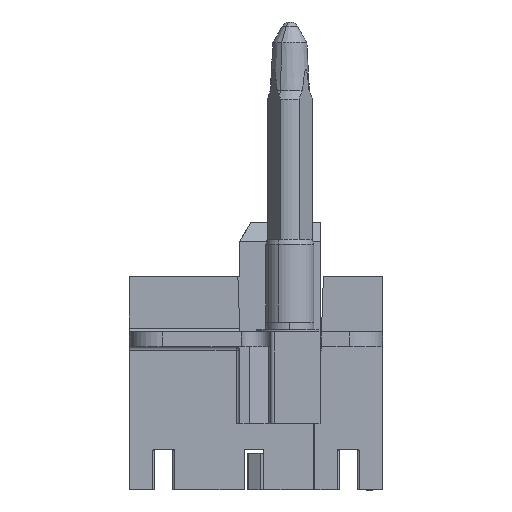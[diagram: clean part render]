
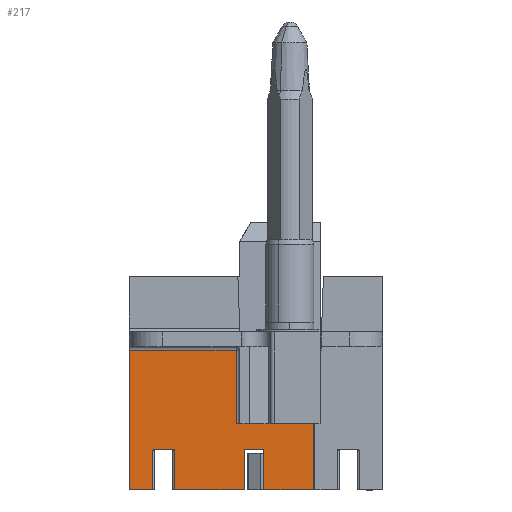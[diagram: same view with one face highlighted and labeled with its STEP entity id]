
A CAD part, front view. The second image highlights one B-rep face of the part: STEP entity #217.
In plain terms, the highlighted planar face has unit normal (0, -1, 0).
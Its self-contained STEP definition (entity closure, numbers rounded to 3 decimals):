
#35=AXIS2_PLACEMENT_3D('Plane Axis2P3D',#32,#33,#34) ;
#32=CARTESIAN_POINT('Axis2P3D Location',(0.,10.65,0.)) ;
#37=CARTESIAN_POINT('Line Origine',(0.,10.65,4.35)) ;
#41=CARTESIAN_POINT('Vertex',(0.,10.65,0.)) ;
#43=CARTESIAN_POINT('Vertex',(0.,10.65,8.7)) ;
#46=CARTESIAN_POINT('Line Origine',(1.581,10.65,0.)) ;
#50=CARTESIAN_POINT('Vertex',(3.163,10.65,0.)) ;
#53=CARTESIAN_POINT('Line Origine',(3.163,10.65,2.7)) ;
#57=CARTESIAN_POINT('Vertex',(3.163,10.65,5.4)) ;
#61=CARTESIAN_POINT('Control Point',(3.407,10.65,5.5)) ;
#62=CARTESIAN_POINT('Control Point',(3.393,10.65,5.5)) ;
#63=CARTESIAN_POINT('Control Point',(3.379,10.65,5.499)) ;
#64=CARTESIAN_POINT('Control Point',(3.365,10.65,5.496)) ;
#65=CARTESIAN_POINT('Control Point',(3.317,10.65,5.486)) ;
#66=CARTESIAN_POINT('Control Point',(3.274,10.65,5.467)) ;
#67=CARTESIAN_POINT('Control Point',(3.246,10.65,5.451)) ;
#68=CARTESIAN_POINT('Control Point',(3.213,10.65,5.432)) ;
#69=CARTESIAN_POINT('Control Point',(3.18,10.65,5.411)) ;
#70=CARTESIAN_POINT('Control Point',(3.174,10.65,5.407)) ;
#71=CARTESIAN_POINT('Control Point',(3.168,10.65,5.404)) ;
#72=CARTESIAN_POINT('Control Point',(3.163,10.65,5.4)) ;
#73=CARTESIAN_POINT('Vertex',(3.407,10.65,5.5)) ;
#76=CARTESIAN_POINT('Line Origine',(4.65,10.65,5.5)) ;
#80=CARTESIAN_POINT('Vertex',(5.893,10.65,5.5)) ;
#84=CARTESIAN_POINT('Control Point',(5.893,10.65,5.5)) ;
#85=CARTESIAN_POINT('Control Point',(5.907,10.65,5.5)) ;
#86=CARTESIAN_POINT('Control Point',(5.921,10.65,5.499)) ;
#87=CARTESIAN_POINT('Control Point',(5.935,10.65,5.496)) ;
#88=CARTESIAN_POINT('Control Point',(5.983,10.65,5.486)) ;
#89=CARTESIAN_POINT('Control Point',(6.026,10.65,5.467)) ;
#90=CARTESIAN_POINT('Control Point',(6.054,10.65,5.451)) ;
#91=CARTESIAN_POINT('Control Point',(6.087,10.65,5.432)) ;
#92=CARTESIAN_POINT('Control Point',(6.12,10.65,5.411)) ;
#93=CARTESIAN_POINT('Control Point',(6.126,10.65,5.407)) ;
#94=CARTESIAN_POINT('Control Point',(6.132,10.65,5.404)) ;
#95=CARTESIAN_POINT('Control Point',(6.138,10.65,5.4)) ;
#96=CARTESIAN_POINT('Vertex',(6.138,10.65,5.4)) ;
#99=CARTESIAN_POINT('Line Origine',(6.138,10.65,2.7)) ;
#103=CARTESIAN_POINT('Vertex',(6.138,10.65,0.)) ;
#106=CARTESIAN_POINT('Line Origine',(10.869,10.65,0.)) ;
#110=CARTESIAN_POINT('Vertex',(15.6,10.65,0.)) ;
#113=CARTESIAN_POINT('Line Origine',(15.6,10.65,2.75)) ;
#117=CARTESIAN_POINT('Vertex',(15.6,10.65,5.5)) ;
#120=CARTESIAN_POINT('Line Origine',(16.93,10.65,5.5)) ;
#124=CARTESIAN_POINT('Vertex',(18.26,10.65,5.5)) ;
#127=CARTESIAN_POINT('Line Origine',(18.26,10.65,2.75)) ;
#131=CARTESIAN_POINT('Vertex',(18.26,10.65,0.)) ;
#134=CARTESIAN_POINT('Line Origine',(21.63,10.65,0.)) ;
#138=CARTESIAN_POINT('Vertex',(25.,10.65,0.)) ;
#141=CARTESIAN_POINT('Line Origine',(25.,10.65,4.5)) ;
#145=CARTESIAN_POINT('Vertex',(25.,10.65,9.)) ;
#148=CARTESIAN_POINT('Line Origine',(19.75,10.65,9.)) ;
#152=CARTESIAN_POINT('Vertex',(14.5,10.65,9.)) ;
#155=CARTESIAN_POINT('Line Origine',(14.5,10.65,14.)) ;
#159=CARTESIAN_POINT('Vertex',(14.5,10.65,19.)) ;
#162=CARTESIAN_POINT('Line Origine',(7.25,10.65,19.)) ;
#166=CARTESIAN_POINT('Vertex',(0.,10.65,19.)) ;
#169=CARTESIAN_POINT('Line Origine',(0.,10.65,15.175)) ;
#173=CARTESIAN_POINT('Vertex',(0.,10.65,11.35)) ;
#176=CARTESIAN_POINT('Line Origine',(0.015,10.65,11.35)) ;
#180=CARTESIAN_POINT('Vertex',(0.03,10.65,11.35)) ;
#183=CARTESIAN_POINT('Line Origine',(0.03,10.65,10.025)) ;
#187=CARTESIAN_POINT('Vertex',(0.03,10.65,8.7)) ;
#190=CARTESIAN_POINT('Line Origine',(0.015,10.65,8.7)) ;
#33=DIRECTION('Axis2P3D Direction',(0.,-1.,0.)) ;
#34=DIRECTION('Axis2P3D XDirection',(1.,0.,0.)) ;
#38=DIRECTION('Vector Direction',(0.,0.,1.)) ;
#47=DIRECTION('Vector Direction',(1.,0.,0.)) ;
#54=DIRECTION('Vector Direction',(0.,0.,1.)) ;
#77=DIRECTION('Vector Direction',(1.,0.,0.)) ;
#100=DIRECTION('Vector Direction',(0.,0.,1.)) ;
#107=DIRECTION('Vector Direction',(1.,0.,0.)) ;
#114=DIRECTION('Vector Direction',(0.,0.,1.)) ;
#121=DIRECTION('Vector Direction',(1.,0.,0.)) ;
#128=DIRECTION('Vector Direction',(0.,0.,1.)) ;
#135=DIRECTION('Vector Direction',(1.,0.,0.)) ;
#142=DIRECTION('Vector Direction',(0.,0.,1.)) ;
#149=DIRECTION('Vector Direction',(1.,0.,0.)) ;
#156=DIRECTION('Vector Direction',(0.,0.,1.)) ;
#163=DIRECTION('Vector Direction',(1.,0.,0.)) ;
#170=DIRECTION('Vector Direction',(0.,0.,1.)) ;
#177=DIRECTION('Vector Direction',(-1.,0.,0.)) ;
#184=DIRECTION('Vector Direction',(0.,0.,-1.)) ;
#191=DIRECTION('Vector Direction',(-1.,0.,0.)) ;
#39=VECTOR('Line Direction',#38,1.) ;
#48=VECTOR('Line Direction',#47,1.) ;
#55=VECTOR('Line Direction',#54,1.) ;
#78=VECTOR('Line Direction',#77,1.) ;
#101=VECTOR('Line Direction',#100,1.) ;
#108=VECTOR('Line Direction',#107,1.) ;
#115=VECTOR('Line Direction',#114,1.) ;
#122=VECTOR('Line Direction',#121,1.) ;
#129=VECTOR('Line Direction',#128,1.) ;
#136=VECTOR('Line Direction',#135,1.) ;
#143=VECTOR('Line Direction',#142,1.) ;
#150=VECTOR('Line Direction',#149,1.) ;
#157=VECTOR('Line Direction',#156,1.) ;
#164=VECTOR('Line Direction',#163,1.) ;
#171=VECTOR('Line Direction',#170,1.) ;
#178=VECTOR('Line Direction',#177,1.) ;
#185=VECTOR('Line Direction',#184,1.) ;
#192=VECTOR('Line Direction',#191,1.) ;
#196=ORIENTED_EDGE('',*,*,#45,.F.) ;
#197=ORIENTED_EDGE('',*,*,#52,.F.) ;
#198=ORIENTED_EDGE('',*,*,#59,.T.) ;
#199=ORIENTED_EDGE('',*,*,#75,.T.) ;
#200=ORIENTED_EDGE('',*,*,#82,.F.) ;
#201=ORIENTED_EDGE('',*,*,#98,.T.) ;
#202=ORIENTED_EDGE('',*,*,#105,.F.) ;
#203=ORIENTED_EDGE('',*,*,#112,.F.) ;
#204=ORIENTED_EDGE('',*,*,#119,.T.) ;
#205=ORIENTED_EDGE('',*,*,#126,.T.) ;
#206=ORIENTED_EDGE('',*,*,#133,.F.) ;
#207=ORIENTED_EDGE('',*,*,#140,.F.) ;
#208=ORIENTED_EDGE('',*,*,#147,.T.) ;
#209=ORIENTED_EDGE('',*,*,#154,.T.) ;
#210=ORIENTED_EDGE('',*,*,#161,.F.) ;
#211=ORIENTED_EDGE('',*,*,#168,.T.) ;
#212=ORIENTED_EDGE('',*,*,#175,.F.) ;
#213=ORIENTED_EDGE('',*,*,#182,.F.) ;
#214=ORIENTED_EDGE('',*,*,#189,.F.) ;
#215=ORIENTED_EDGE('',*,*,#194,.T.) ;
#217=ADVANCED_FACE('72135_HDC_MFGL_16-H.1\\57277_RA_HDC_MF_16-h.1\\RA HDC MF 16-h',(#216),#36,.T.) ;
#60=B_SPLINE_CURVE_WITH_KNOTS('',5,(#61,#62,#63,#64,#65,#66,#67,#68,#69,#70,#71,#72),.UNSPECIFIED.,.F.,.U.,(6,3,3,6),(0.,0.101,0.356,0.414),.UNSPECIFIED.) ;
#83=B_SPLINE_CURVE_WITH_KNOTS('',5,(#84,#85,#86,#87,#88,#89,#90,#91,#92,#93,#94,#95),.UNSPECIFIED.,.F.,.U.,(6,3,3,6),(0.,0.101,0.356,0.414),.UNSPECIFIED.) ;
#45=EDGE_CURVE('',#42,#44,#40,.T.) ;
#52=EDGE_CURVE('',#51,#42,#49,.F.) ;
#59=EDGE_CURVE('',#51,#58,#56,.T.) ;
#75=EDGE_CURVE('',#58,#74,#60,.F.) ;
#82=EDGE_CURVE('',#81,#74,#79,.F.) ;
#98=EDGE_CURVE('',#81,#97,#83,.T.) ;
#105=EDGE_CURVE('',#104,#97,#102,.T.) ;
#112=EDGE_CURVE('',#111,#104,#109,.F.) ;
#119=EDGE_CURVE('',#111,#118,#116,.T.) ;
#126=EDGE_CURVE('',#118,#125,#123,.T.) ;
#133=EDGE_CURVE('',#132,#125,#130,.T.) ;
#140=EDGE_CURVE('',#139,#132,#137,.F.) ;
#147=EDGE_CURVE('',#139,#146,#144,.T.) ;
#154=EDGE_CURVE('',#146,#153,#151,.F.) ;
#161=EDGE_CURVE('',#160,#153,#158,.F.) ;
#168=EDGE_CURVE('',#160,#167,#165,.F.) ;
#175=EDGE_CURVE('',#174,#167,#172,.T.) ;
#182=EDGE_CURVE('',#181,#174,#179,.T.) ;
#189=EDGE_CURVE('',#188,#181,#186,.F.) ;
#194=EDGE_CURVE('',#188,#44,#193,.T.) ;
#195=EDGE_LOOP('',(#196,#197,#198,#199,#200,#201,#202,#203,#204,#205,#206,#207,#208,#209,#210,#211,#212,#213,#214,#215)) ;
#216=FACE_OUTER_BOUND('',#195,.T.) ;
#40=LINE('Line',#37,#39) ;
#49=LINE('Line',#46,#48) ;
#56=LINE('Line',#53,#55) ;
#79=LINE('Line',#76,#78) ;
#102=LINE('Line',#99,#101) ;
#109=LINE('Line',#106,#108) ;
#116=LINE('Line',#113,#115) ;
#123=LINE('Line',#120,#122) ;
#130=LINE('Line',#127,#129) ;
#137=LINE('Line',#134,#136) ;
#144=LINE('Line',#141,#143) ;
#151=LINE('Line',#148,#150) ;
#158=LINE('Line',#155,#157) ;
#165=LINE('Line',#162,#164) ;
#172=LINE('Line',#169,#171) ;
#179=LINE('Line',#176,#178) ;
#186=LINE('Line',#183,#185) ;
#193=LINE('Line',#190,#192) ;
#36=PLANE('',#35) ;
#42=VERTEX_POINT('',#41) ;
#44=VERTEX_POINT('',#43) ;
#51=VERTEX_POINT('',#50) ;
#58=VERTEX_POINT('',#57) ;
#74=VERTEX_POINT('',#73) ;
#81=VERTEX_POINT('',#80) ;
#97=VERTEX_POINT('',#96) ;
#104=VERTEX_POINT('',#103) ;
#111=VERTEX_POINT('',#110) ;
#118=VERTEX_POINT('',#117) ;
#125=VERTEX_POINT('',#124) ;
#132=VERTEX_POINT('',#131) ;
#139=VERTEX_POINT('',#138) ;
#146=VERTEX_POINT('',#145) ;
#153=VERTEX_POINT('',#152) ;
#160=VERTEX_POINT('',#159) ;
#167=VERTEX_POINT('',#166) ;
#174=VERTEX_POINT('',#173) ;
#181=VERTEX_POINT('',#180) ;
#188=VERTEX_POINT('',#187) ;
